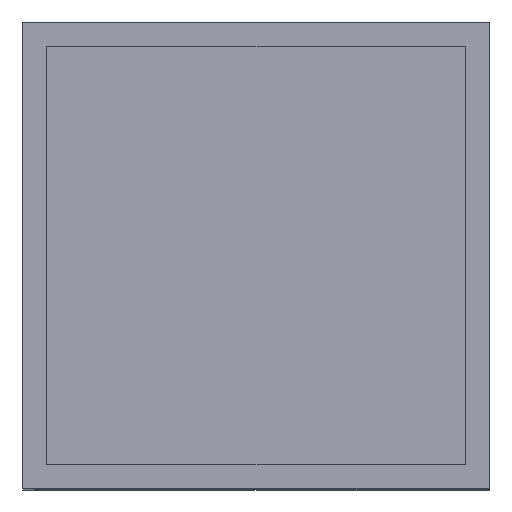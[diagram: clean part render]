
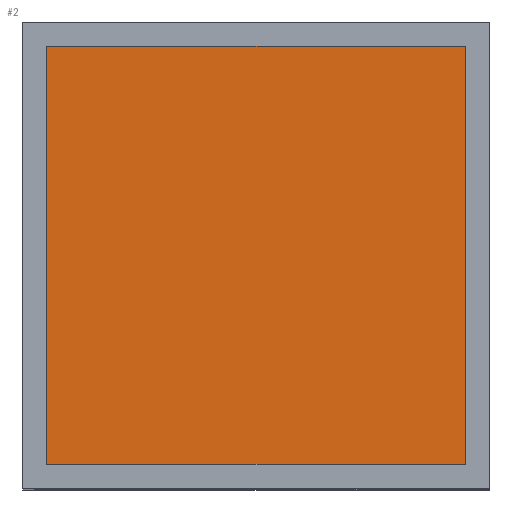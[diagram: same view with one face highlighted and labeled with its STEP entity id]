
A CAD part, top view. The second image highlights one B-rep face of the part: STEP entity #2.
In plain terms, the highlighted planar face has unit normal (0, 0, 1).
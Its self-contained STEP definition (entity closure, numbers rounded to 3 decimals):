
#1 = LINE ( 'NONE', #462, #172 ) ;
#2 = ADVANCED_FACE ( 'NONE', ( #566 ), #662, .F. ) ;
#15 = DIRECTION ( 'NONE',  ( 0., -1., 0. ) ) ;
#26 = DIRECTION ( 'NONE',  ( -1., 0., 0. ) ) ;
#30 = AXIS2_PLACEMENT_3D ( 'NONE', #505, #564, #721 ) ;
#61 = EDGE_CURVE ( 'NONE', #360, #356, #122, .T. ) ;
#76 = CARTESIAN_POINT ( 'NONE',  ( 35.85, 35.85, 140. ) ) ;
#78 = EDGE_CURVE ( 'NONE', #303, #698, #1, .T. ) ;
#122 = LINE ( 'NONE', #284, #726 ) ;
#151 = CARTESIAN_POINT ( 'NONE',  ( -35.85, -35.85, 140. ) ) ;
#164 = CARTESIAN_POINT ( 'NONE',  ( -35.85, 35.85, 140. ) ) ;
#172 = VECTOR ( 'NONE', #15, 1000. ) ;
#177 = CARTESIAN_POINT ( 'NONE',  ( 35.85, -35.85, 140. ) ) ;
#254 = LINE ( 'NONE', #589, #558 ) ;
#284 = CARTESIAN_POINT ( 'NONE',  ( 35.85, -35.85, 140. ) ) ;
#303 = VERTEX_POINT ( 'NONE', #164 ) ;
#352 = ORIENTED_EDGE ( 'NONE', *, *, #486, .T. ) ;
#356 = VERTEX_POINT ( 'NONE', #76 ) ;
#360 = VERTEX_POINT ( 'NONE', #177 ) ;
#374 = ORIENTED_EDGE ( 'NONE', *, *, #561, .T. ) ;
#409 = EDGE_LOOP ( 'NONE', ( #695, #374, #717, #352 ) ) ;
#413 = DIRECTION ( 'NONE',  ( 0., 1., 0. ) ) ;
#423 = CARTESIAN_POINT ( 'NONE',  ( -35.85, 35.85, 140. ) ) ;
#427 = DIRECTION ( 'NONE',  ( 1., 0., 0. ) ) ;
#437 = VECTOR ( 'NONE', #26, 1000. ) ;
#462 = CARTESIAN_POINT ( 'NONE',  ( -35.85, -35.85, 140. ) ) ;
#486 = EDGE_CURVE ( 'NONE', #698, #360, #254, .T. ) ;
#505 = CARTESIAN_POINT ( 'NONE',  ( 0., 0., 140. ) ) ;
#540 = LINE ( 'NONE', #423, #437 ) ;
#558 = VECTOR ( 'NONE', #427, 1000. ) ;
#561 = EDGE_CURVE ( 'NONE', #356, #303, #540, .T. ) ;
#564 = DIRECTION ( 'NONE',  ( 0., 0., -1. ) ) ;
#566 = FACE_OUTER_BOUND ( 'NONE', #409, .T. ) ;
#589 = CARTESIAN_POINT ( 'NONE',  ( -35.85, -35.85, 140. ) ) ;
#662 = PLANE ( 'NONE',  #30 ) ;
#695 = ORIENTED_EDGE ( 'NONE', *, *, #61, .T. ) ;
#698 = VERTEX_POINT ( 'NONE', #151 ) ;
#717 = ORIENTED_EDGE ( 'NONE', *, *, #78, .T. ) ;
#721 = DIRECTION ( 'NONE',  ( -1., 0., 0. ) ) ;
#726 = VECTOR ( 'NONE', #413, 1000. ) ;
